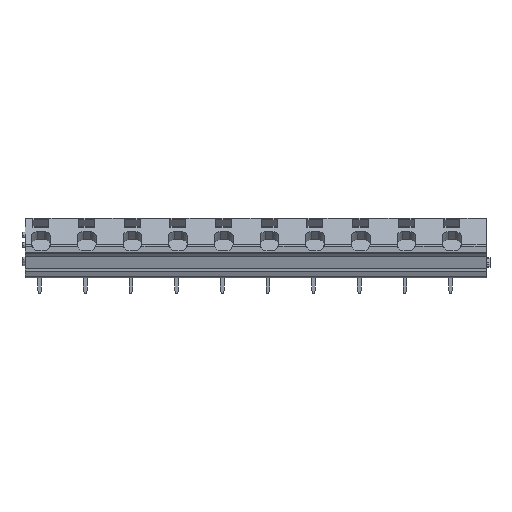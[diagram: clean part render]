
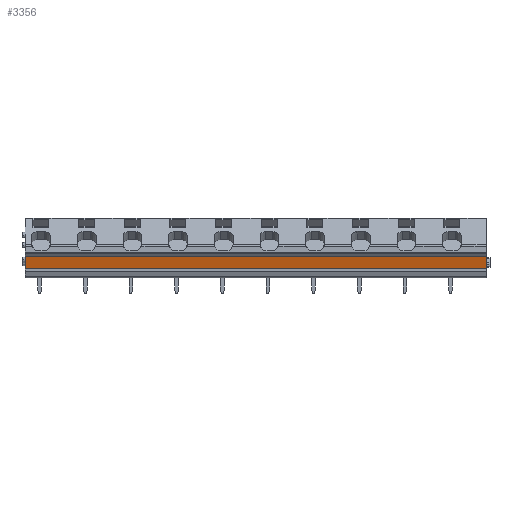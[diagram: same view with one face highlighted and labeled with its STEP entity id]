
A CAD part, front view. The second image highlights one B-rep face of the part: STEP entity #3356.
In plain terms, the highlighted planar face has unit normal (0, -0.966, -0.259).
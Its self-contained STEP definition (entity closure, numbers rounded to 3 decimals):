
#3329=AXIS2_PLACEMENT_3D('Plane Axis2P3D',#3326,#3327,#3328) ;
#3304=CARTESIAN_POINT('Vertex',(101.7,1.37,5.45)) ;
#3307=CARTESIAN_POINT('Line Origine',(51.2,1.37,5.45)) ;
#3311=CARTESIAN_POINT('Vertex',(0.7,1.37,5.45)) ;
#3326=CARTESIAN_POINT('Axis2P3D Location',(0.,0.634,8.2)) ;
#3331=CARTESIAN_POINT('Line Origine',(101.7,1.002,6.825)) ;
#3335=CARTESIAN_POINT('Vertex',(101.7,0.634,8.2)) ;
#3338=CARTESIAN_POINT('Line Origine',(51.2,0.634,8.2)) ;
#3342=CARTESIAN_POINT('Vertex',(0.7,0.634,8.2)) ;
#3345=CARTESIAN_POINT('Line Origine',(0.7,1.002,6.825)) ;
#3308=DIRECTION('Vector Direction',(1.,0.,0.)) ;
#3327=DIRECTION('Axis2P3D Direction',(0.,-0.966,-0.259)) ;
#3328=DIRECTION('Axis2P3D XDirection',(0.,0.259,-0.966)) ;
#3332=DIRECTION('Vector Direction',(0.,0.259,-0.966)) ;
#3339=DIRECTION('Vector Direction',(1.,0.,0.)) ;
#3346=DIRECTION('Vector Direction',(0.,0.259,-0.966)) ;
#3309=VECTOR('Line Direction',#3308,1.) ;
#3333=VECTOR('Line Direction',#3332,1.) ;
#3340=VECTOR('Line Direction',#3339,1.) ;
#3347=VECTOR('Line Direction',#3346,1.) ;
#3351=ORIENTED_EDGE('',*,*,#3337,.F.) ;
#3352=ORIENTED_EDGE('',*,*,#3344,.F.) ;
#3353=ORIENTED_EDGE('',*,*,#3349,.F.) ;
#3354=ORIENTED_EDGE('',*,*,#3313,.T.) ;
#3356=ADVANCED_FACE('HOUSING',(#3355),#3330,.T.) ;
#3313=EDGE_CURVE('',#3312,#3305,#3310,.T.) ;
#3337=EDGE_CURVE('',#3336,#3305,#3334,.T.) ;
#3344=EDGE_CURVE('',#3343,#3336,#3341,.T.) ;
#3349=EDGE_CURVE('',#3312,#3343,#3348,.F.) ;
#3350=EDGE_LOOP('',(#3351,#3352,#3353,#3354)) ;
#3355=FACE_OUTER_BOUND('',#3350,.T.) ;
#3310=LINE('Line',#3307,#3309) ;
#3334=LINE('Line',#3331,#3333) ;
#3341=LINE('Line',#3338,#3340) ;
#3348=LINE('Line',#3345,#3347) ;
#3330=PLANE('',#3329) ;
#3305=VERTEX_POINT('',#3304) ;
#3312=VERTEX_POINT('',#3311) ;
#3336=VERTEX_POINT('',#3335) ;
#3343=VERTEX_POINT('',#3342) ;
